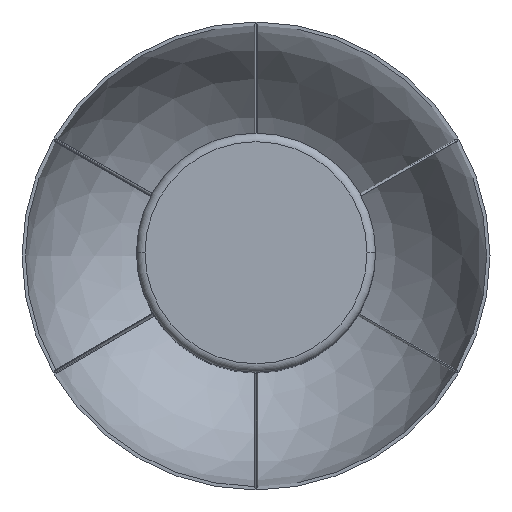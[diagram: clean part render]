
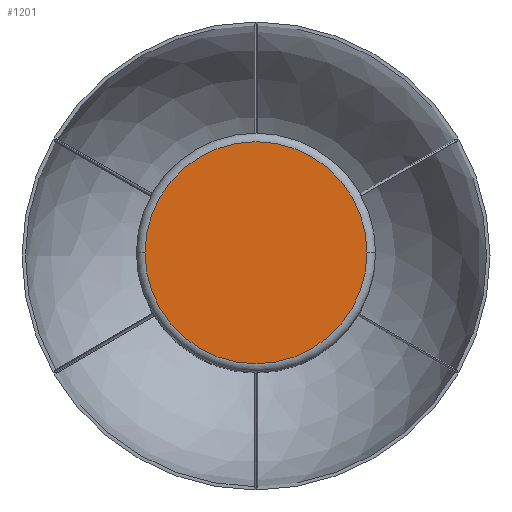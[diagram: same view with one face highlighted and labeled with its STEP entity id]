
A CAD part, top view. The second image highlights one B-rep face of the part: STEP entity #1201.
In plain terms, the highlighted planar face has unit normal (0, 0, 1).
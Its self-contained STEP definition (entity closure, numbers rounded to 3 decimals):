
#111 = VERTEX_POINT ( 'NONE', #1383 ) ;
#242 = DIRECTION ( 'NONE',  ( 1., 0., 0. ) ) ;
#258 = ORIENTED_EDGE ( 'NONE', *, *, #2804, .T. ) ;
#262 = EDGE_LOOP ( 'NONE', ( #2492, #258 ) ) ;
#270 = CIRCLE ( 'NONE', #2339, 65. ) ;
#447 = DIRECTION ( 'NONE',  ( 0., 0., 1. ) ) ;
#523 = DIRECTION ( 'NONE',  ( 1., 0., 0. ) ) ;
#625 = AXIS2_PLACEMENT_3D ( 'NONE', #2518, #2297, #523 ) ;
#873 = VERTEX_POINT ( 'NONE', #1330 ) ;
#1201 = ADVANCED_FACE ( 'NONE', ( #2408 ), #1964, .T. ) ;
#1294 = DIRECTION ( 'NONE',  ( 1., 0., 0. ) ) ;
#1326 = CARTESIAN_POINT ( 'NONE',  ( 0., 0., 1100. ) ) ;
#1330 = CARTESIAN_POINT ( 'NONE',  ( -65., 0., 1100. ) ) ;
#1383 = CARTESIAN_POINT ( 'NONE',  ( 65., 0., 1100. ) ) ;
#1535 = CARTESIAN_POINT ( 'NONE',  ( 0., 0., 1100. ) ) ;
#1562 = EDGE_CURVE ( 'NONE', #111, #873, #270, .T. ) ;
#1861 = CIRCLE ( 'NONE', #625, 65. ) ;
#1964 = PLANE ( 'NONE',  #2128 ) ;
#2128 = AXIS2_PLACEMENT_3D ( 'NONE', #1535, #447, #1294 ) ;
#2208 = DIRECTION ( 'NONE',  ( 0., 0., 1. ) ) ;
#2297 = DIRECTION ( 'NONE',  ( 0., 0., 1. ) ) ;
#2339 = AXIS2_PLACEMENT_3D ( 'NONE', #1326, #2208, #242 ) ;
#2408 = FACE_OUTER_BOUND ( 'NONE', #262, .T. ) ;
#2492 = ORIENTED_EDGE ( 'NONE', *, *, #1562, .T. ) ;
#2518 = CARTESIAN_POINT ( 'NONE',  ( 0., 0., 1100. ) ) ;
#2804 = EDGE_CURVE ( 'NONE', #873, #111, #1861, .T. ) ;
